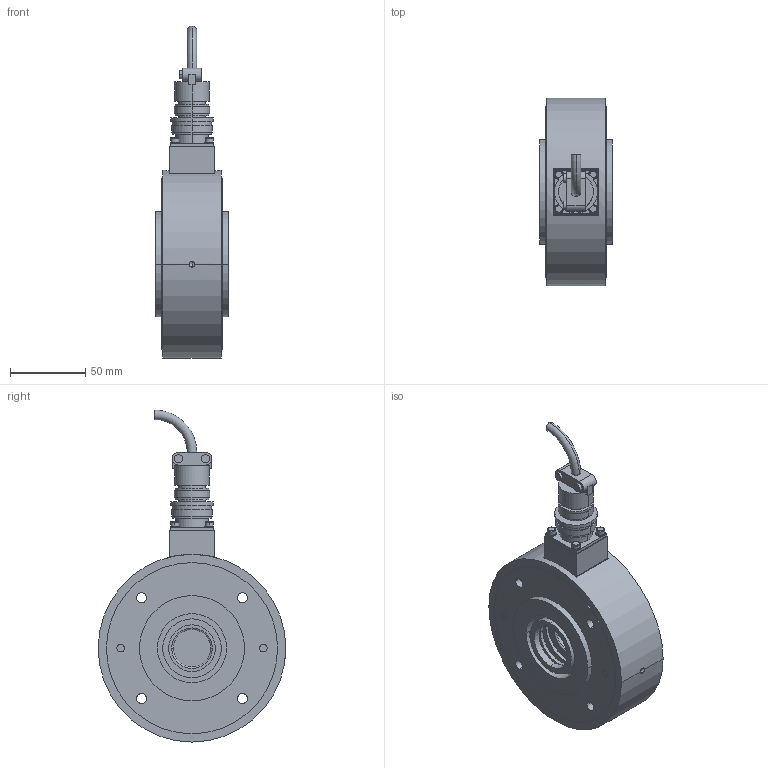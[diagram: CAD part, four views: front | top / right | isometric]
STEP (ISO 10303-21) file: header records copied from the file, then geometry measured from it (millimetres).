
FILE_DESCRIPTION((''),'2;1');
FILE_NAME('49693.stp','2007-09-21T13:43:55',(''),(''),'Mechanical Desktop 2007','Mechanical Desktop 2007',', , ');
FILE_SCHEMA(('CONFIG_CONTROL_DESIGN'));
Length unit declared in the file: millimetre
Products named in the file (26): ZEICHNUNG1; L49693; L4832404; L47956; TEIL1AAA; L47955; TEIL1; L49026; TEIL1AA; I-6KT_SCHRAUBE_M6X35NKA; I-6KT_SCHRAUBE_M6X35NK; I-6KT_SCHRAUBE_M3X25A; I-6KT_SCHRAUBE_M3X25; FEDERRING_M3; FEDERRING_M3A; SICHERUNGSRING_J52; SICHERUNGSRING_J52A; V_RING_V32A; V_RING_V32AA; L4340303; TEIL1A; FLANSCHDOSE_14S-2P_4-POLIG; FLANSCHDOSE_14S-2P_4-POLIGA; PENDELKUGELLAGER_1205TV; PENDELKUGELLAGER_1205TVA; RM_SDB
Assembly tree (35 placements, depth 4):
  ZEICHNUNG1
    L49693
      L4832404
      L47956
        TEIL1AAA
      L47955
        TEIL1
      L49026
        TEIL1AA
      I-6KT_SCHRAUBE_M6X35NKA  x2
        I-6KT_SCHRAUBE_M6X35NK
      I-6KT_SCHRAUBE_M3X25A  x4
        I-6KT_SCHRAUBE_M3X25
      FEDERRING_M3  x4
        FEDERRING_M3A
      SICHERUNGSRING_J52
        SICHERUNGSRING_J52A
      V_RING_V32A
        V_RING_V32AA
      L4340303  x2
        TEIL1A
      FLANSCHDOSE_14S-2P_4-POLIG
        FLANSCHDOSE_14S-2P_4-POLIGA
      PENDELKUGELLAGER_1205TV
        PENDELKUGELLAGER_1205TVA
      RM_SDB  x3
Bounding box: 48.1 x 125 x 221.15 mm (x, y, z)
Volume: 481543.9 mm3; surface area: 144443 mm2
Topology: 20 solids, 20 shells, 406 faces, 965 edges, 633 vertices
Faces by surface type: cylinder 244, plane 110, cone 28, torus 22, bspline 2
Entity records: 10539 total; most frequent: DIRECTION 1929, CARTESIAN_POINT 1827, ORIENTED_EDGE 1474, AXIS2_PLACEMENT_3D 825, EDGE_CURVE 737, VERTEX_POINT 489, CIRCLE 454, EDGE_LOOP 432
